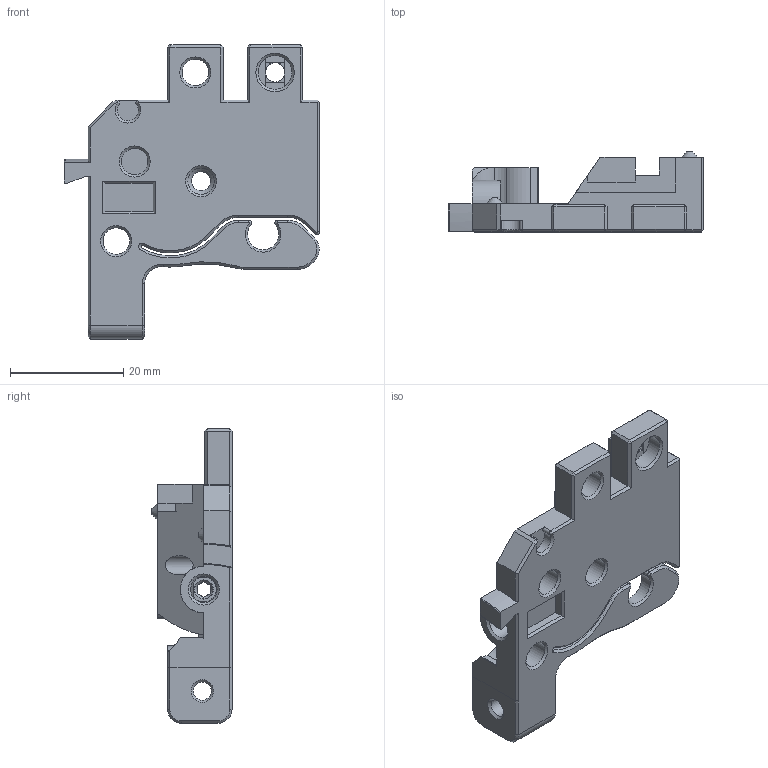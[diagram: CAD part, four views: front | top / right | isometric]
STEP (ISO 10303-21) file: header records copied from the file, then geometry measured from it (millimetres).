
FILE_DESCRIPTION(('FreeCAD Model'),'2;1');
FILE_NAME('Open CASCADE Shape Model','2025-03-05T14:00:25',( 'Theophile Boue'),('Uboe'),'Open CASCADE STEP processor 7.7', 'FreeCAD','Unknown');
FILE_SCHEMA(('AUTOMOTIVE_DESIGN { 1 0 10303 214 1 1 1 1 }'));
Length unit declared in the file: millimetre
Products named in the file (1): Encoder Right (2)001remixed
Bounding box: 45.2 x 14.17 x 52.12 mm (x, y, z)
Volume: 9095.4 mm3; surface area: 6363.4 mm2
Topology: 1 solids, 1 shells, 443 faces, 1168 edges, 739 vertices
Faces by surface type: plane 263, bspline 74, cylinder 56, cone 44, torus 6
Full cylindrical faces by diameter (mm): 3.2 x2, 3.4 x2, 4.7 x5, 6 x1, 8.8 x1
Entity records: 17918 total; most frequent: CARTESIAN_POINT 4189, ORIENTED_EDGE 2336, DIRECTION 1989, EDGE_CURVE 1168, LINE 767, VECTOR 767, VERTEX_POINT 739, AXIS2_PLACEMENT_3D 611
